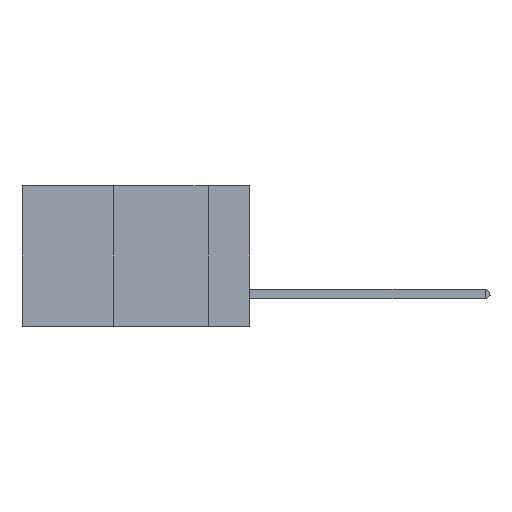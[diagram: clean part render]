
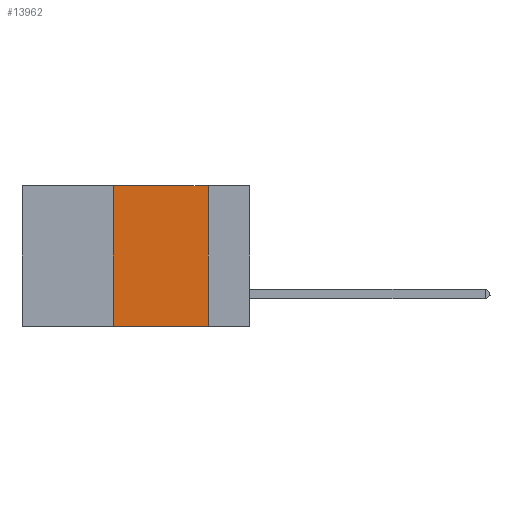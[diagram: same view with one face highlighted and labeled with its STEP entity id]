
A CAD part, left-side view. The second image highlights one B-rep face of the part: STEP entity #13962.
In plain terms, the highlighted planar face has unit normal (-1, 0, 0).
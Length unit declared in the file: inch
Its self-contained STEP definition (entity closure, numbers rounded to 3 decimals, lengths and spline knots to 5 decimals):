
#833 = EDGE_CURVE ( 'NONE', #27346, #1795, #8369, .T. ) ;
#1192 = LINE ( 'NONE', #23308, #25179 ) ;
#1672 = VECTOR ( 'NONE', #16569, 39.37008 ) ;
#1795 = VERTEX_POINT ( 'NONE', #8329 ) ;
#2289 = VERTEX_POINT ( 'NONE', #13100 ) ;
#2503 = PLANE ( 'NONE',  #26872 ) ;
#2941 = LINE ( 'NONE', #5855, #14594 ) ;
#5855 = CARTESIAN_POINT ( 'NONE',  ( 0., 0.6, 0. ) ) ;
#7050 = DIRECTION ( 'NONE',  ( 0., 0., -1. ) ) ;
#7076 = EDGE_CURVE ( 'NONE', #27346, #2289, #17449, .T. ) ;
#7314 = FACE_OUTER_BOUND ( 'NONE', #11896, .T. ) ;
#8019 = ORIENTED_EDGE ( 'NONE', *, *, #27288, .F. ) ;
#8191 = DIRECTION ( 'NONE',  ( 0., -1., 0. ) ) ;
#8329 = CARTESIAN_POINT ( 'NONE',  ( 0., 0.11, -0.37 ) ) ;
#8369 = LINE ( 'NONE', #25504, #1672 ) ;
#8943 = VECTOR ( 'NONE', #22743, 39.37008 ) ;
#10860 = CARTESIAN_POINT ( 'NONE',  ( 0., 0.11, 0. ) ) ;
#10867 = ORIENTED_EDGE ( 'NONE', *, *, #833, .T. ) ;
#11896 = EDGE_LOOP ( 'NONE', ( #12472, #8019, #23268, #10867 ) ) ;
#12472 = ORIENTED_EDGE ( 'NONE', *, *, #20076, .F. ) ;
#13100 = CARTESIAN_POINT ( 'NONE',  ( 0., 0.36, 0. ) ) ;
#13962 = ADVANCED_FACE ( 'NONE', ( #7314 ), #2503, .F. ) ;
#14594 = VECTOR ( 'NONE', #8191, 39.37008 ) ;
#16569 = DIRECTION ( 'NONE',  ( 0., -1., 0. ) ) ;
#16896 = DIRECTION ( 'NONE',  ( 0., 0., -1. ) ) ;
#17449 = LINE ( 'NONE', #20503, #8943 ) ;
#20076 = EDGE_CURVE ( 'NONE', #24488, #1795, #1192, .T. ) ;
#20503 = CARTESIAN_POINT ( 'NONE',  ( 0., 0.36, 0. ) ) ;
#22743 = DIRECTION ( 'NONE',  ( 0., 0., 1. ) ) ;
#22813 = CARTESIAN_POINT ( 'NONE',  ( 0., 0.6, 0. ) ) ;
#23268 = ORIENTED_EDGE ( 'NONE', *, *, #7076, .F. ) ;
#23308 = CARTESIAN_POINT ( 'NONE',  ( 0., 0.11, 0. ) ) ;
#24488 = VERTEX_POINT ( 'NONE', #10860 ) ;
#25165 = DIRECTION ( 'NONE',  ( 1., 0., 0. ) ) ;
#25179 = VECTOR ( 'NONE', #16896, 39.37008 ) ;
#25504 = CARTESIAN_POINT ( 'NONE',  ( 0., 0.6, -0.37 ) ) ;
#26420 = CARTESIAN_POINT ( 'NONE',  ( 0., 0.36, -0.37 ) ) ;
#26872 = AXIS2_PLACEMENT_3D ( 'NONE', #22813, #25165, #7050 ) ;
#27288 = EDGE_CURVE ( 'NONE', #2289, #24488, #2941, .T. ) ;
#27346 = VERTEX_POINT ( 'NONE', #26420 ) ;
